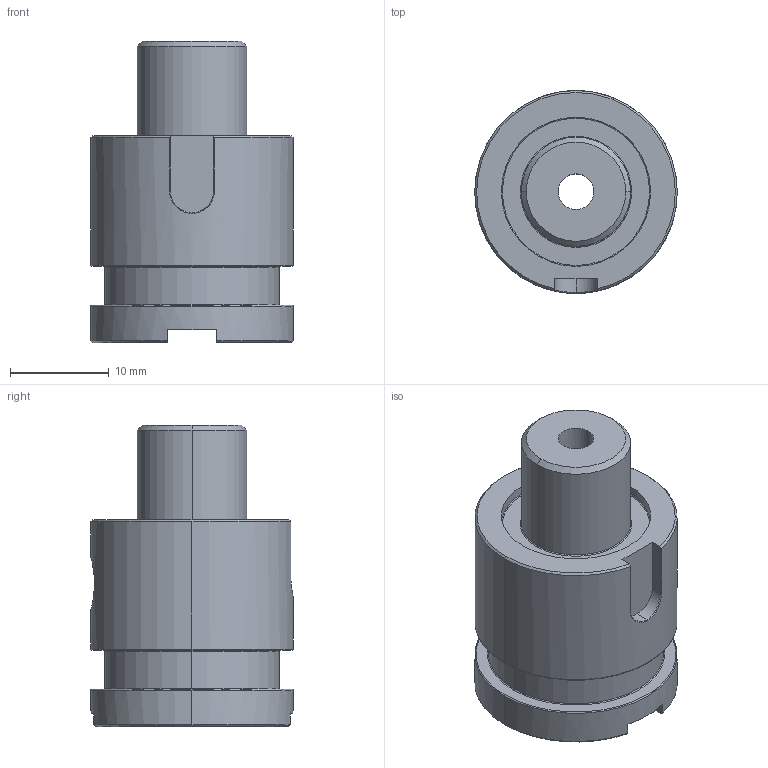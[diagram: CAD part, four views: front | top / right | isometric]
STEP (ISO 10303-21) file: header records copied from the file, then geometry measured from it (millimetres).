
FILE_DESCRIPTION (( 'STEP AP214' ), '1' );
FILE_NAME ('Pièce1.STEP', '2020-12-03T14:22:57', ( 'milton' ), ( 'Ingersoll Rand' ), 'SwSTEP 2.0', 'SolidWorks 2020', '' );
FILE_SCHEMA (( 'AUTOMOTIVE_DESIGN' ));
Length unit declared in the file: millimetre
Products named in the file (1): Pièce1
Bounding box: 20.5 x 20.5 x 30.5 mm (x, y, z)
Volume: 4933.7 mm3; surface area: 3249.5 mm2
Topology: 1 solids, 1 shells, 73 faces, 173 edges, 105 vertices
Faces by surface type: cylinder 20, plane 19, torus 18, cone 13, bspline 3
Entity records: 4334 total; most frequent: CARTESIAN_POINT 2577, DIRECTION 378, ORIENTED_EDGE 346, EDGE_CURVE 173, AXIS2_PLACEMENT_3D 162, VERTEX_POINT 105, CIRCLE 91, EDGE_LOOP 80
